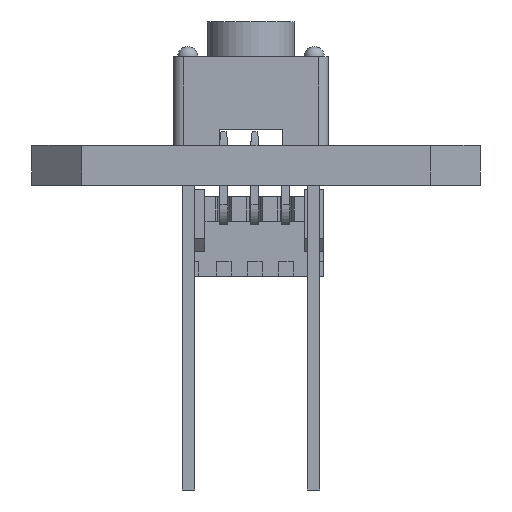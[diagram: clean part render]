
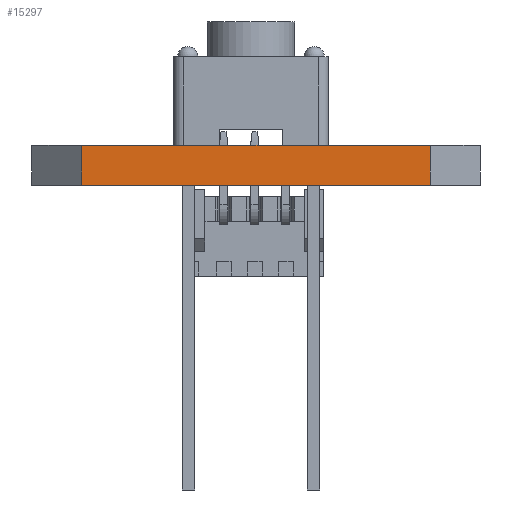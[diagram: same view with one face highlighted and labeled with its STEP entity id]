
A CAD part, left-side view. The second image highlights one B-rep face of the part: STEP entity #15297.
In plain terms, the highlighted planar face has unit normal (-1, 0, 0).
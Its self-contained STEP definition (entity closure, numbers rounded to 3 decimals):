
#14095 = PLANE('',#14096);
#14096 = AXIS2_PLACEMENT_3D('',#14097,#14098,#14099);
#14097 = CARTESIAN_POINT('',(0.225,0.,1.6));
#14098 = DIRECTION('',(0.,0.,1.));
#14099 = DIRECTION('',(1.,0.,-0.));
#14123 = PLANE('',#14124);
#14124 = AXIS2_PLACEMENT_3D('',#14125,#14126,#14127);
#14125 = CARTESIAN_POINT('',(-20.5,9.,0.));
#14126 = DIRECTION('',(0.707,-0.707,0.));
#14127 = DIRECTION('',(-0.707,-0.707,0.));
#14149 = PLANE('',#14150);
#14150 = AXIS2_PLACEMENT_3D('',#14151,#14152,#14153);
#14151 = CARTESIAN_POINT('',(0.225,0.,0.));
#14152 = DIRECTION('',(0.,0.,1.));
#14153 = DIRECTION('',(1.,0.,-0.));
#14242 = VERTEX_POINT('',#14243);
#14243 = CARTESIAN_POINT('',(-22.5,7.,1.6));
#14264 = EDGE_CURVE('',#14265,#14242,#14267,.T.);
#14265 = VERTEX_POINT('',#14266);
#14266 = CARTESIAN_POINT('',(-22.5,7.,0.));
#14267 = SURFACE_CURVE('',#14268,(#14272,#14279),.PCURVE_S1.);
#14268 = LINE('',#14269,#14270);
#14269 = CARTESIAN_POINT('',(-22.5,7.,0.));
#14270 = VECTOR('',#14271,1.);
#14271 = DIRECTION('',(0.,0.,1.));
#14272 = PCURVE('',#14123,#14273);
#14273 = DEFINITIONAL_REPRESENTATION('',(#14274),#14278);
#14274 = LINE('',#14275,#14276);
#14275 = CARTESIAN_POINT('',(2.828,0.));
#14276 = VECTOR('',#14277,1.);
#14277 = DIRECTION('',(0.,-1.));
#14278 = ( GEOMETRIC_REPRESENTATION_CONTEXT(2) 
PARAMETRIC_REPRESENTATION_CONTEXT() REPRESENTATION_CONTEXT('2D SPACE',''
  ) );
#14279 = PCURVE('',#14280,#14285);
#14280 = PLANE('',#14281);
#14281 = AXIS2_PLACEMENT_3D('',#14282,#14283,#14284);
#14282 = CARTESIAN_POINT('',(-22.5,7.,0.));
#14283 = DIRECTION('',(1.,0.,-0.));
#14284 = DIRECTION('',(0.,-1.,0.));
#14285 = DEFINITIONAL_REPRESENTATION('',(#14286),#14290);
#14286 = LINE('',#14287,#14288);
#14287 = CARTESIAN_POINT('',(0.,0.));
#14288 = VECTOR('',#14289,1.);
#14289 = DIRECTION('',(0.,-1.));
#14290 = ( GEOMETRIC_REPRESENTATION_CONTEXT(2) 
PARAMETRIC_REPRESENTATION_CONTEXT() REPRESENTATION_CONTEXT('2D SPACE',''
  ) );
#14318 = EDGE_CURVE('',#14265,#14319,#14321,.T.);
#14319 = VERTEX_POINT('',#14320);
#14320 = CARTESIAN_POINT('',(-22.5,-7.,0.));
#14321 = SURFACE_CURVE('',#14322,(#14326,#14333),.PCURVE_S1.);
#14322 = LINE('',#14323,#14324);
#14323 = CARTESIAN_POINT('',(-22.5,7.,0.));
#14324 = VECTOR('',#14325,1.);
#14325 = DIRECTION('',(0.,-1.,0.));
#14326 = PCURVE('',#14149,#14327);
#14327 = DEFINITIONAL_REPRESENTATION('',(#14328),#14332);
#14328 = LINE('',#14329,#14330);
#14329 = CARTESIAN_POINT('',(-22.725,7.));
#14330 = VECTOR('',#14331,1.);
#14331 = DIRECTION('',(0.,-1.));
#14332 = ( GEOMETRIC_REPRESENTATION_CONTEXT(2) 
PARAMETRIC_REPRESENTATION_CONTEXT() REPRESENTATION_CONTEXT('2D SPACE',''
  ) );
#14333 = PCURVE('',#14280,#14334);
#14334 = DEFINITIONAL_REPRESENTATION('',(#14335),#14339);
#14335 = LINE('',#14336,#14337);
#14336 = CARTESIAN_POINT('',(0.,0.));
#14337 = VECTOR('',#14338,1.);
#14338 = DIRECTION('',(1.,0.));
#14339 = ( GEOMETRIC_REPRESENTATION_CONTEXT(2) 
PARAMETRIC_REPRESENTATION_CONTEXT() REPRESENTATION_CONTEXT('2D SPACE',''
  ) );
#14357 = PLANE('',#14358);
#14358 = AXIS2_PLACEMENT_3D('',#14359,#14360,#14361);
#14359 = CARTESIAN_POINT('',(-22.5,-7.,0.));
#14360 = DIRECTION('',(0.707,0.707,-0.));
#14361 = DIRECTION('',(0.707,-0.707,0.));
#14837 = EDGE_CURVE('',#14242,#14838,#14840,.T.);
#14838 = VERTEX_POINT('',#14839);
#14839 = CARTESIAN_POINT('',(-22.5,-7.,1.6));
#14840 = SURFACE_CURVE('',#14841,(#14845,#14852),.PCURVE_S1.);
#14841 = LINE('',#14842,#14843);
#14842 = CARTESIAN_POINT('',(-22.5,7.,1.6));
#14843 = VECTOR('',#14844,1.);
#14844 = DIRECTION('',(0.,-1.,0.));
#14845 = PCURVE('',#14095,#14846);
#14846 = DEFINITIONAL_REPRESENTATION('',(#14847),#14851);
#14847 = LINE('',#14848,#14849);
#14848 = CARTESIAN_POINT('',(-22.725,7.));
#14849 = VECTOR('',#14850,1.);
#14850 = DIRECTION('',(0.,-1.));
#14851 = ( GEOMETRIC_REPRESENTATION_CONTEXT(2) 
PARAMETRIC_REPRESENTATION_CONTEXT() REPRESENTATION_CONTEXT('2D SPACE',''
  ) );
#14852 = PCURVE('',#14280,#14853);
#14853 = DEFINITIONAL_REPRESENTATION('',(#14854),#14858);
#14854 = LINE('',#14855,#14856);
#14855 = CARTESIAN_POINT('',(0.,-1.6));
#14856 = VECTOR('',#14857,1.);
#14857 = DIRECTION('',(1.,0.));
#14858 = ( GEOMETRIC_REPRESENTATION_CONTEXT(2) 
PARAMETRIC_REPRESENTATION_CONTEXT() REPRESENTATION_CONTEXT('2D SPACE',''
  ) );
#15297 = ADVANCED_FACE('',(#15298),#14280,.F.);
#15298 = FACE_BOUND('',#15299,.F.);
#15299 = EDGE_LOOP('',(#15300,#15301,#15302,#15323));
#15300 = ORIENTED_EDGE('',*,*,#14264,.T.);
#15301 = ORIENTED_EDGE('',*,*,#14837,.T.);
#15302 = ORIENTED_EDGE('',*,*,#15303,.F.);
#15303 = EDGE_CURVE('',#14319,#14838,#15304,.T.);
#15304 = SURFACE_CURVE('',#15305,(#15309,#15316),.PCURVE_S1.);
#15305 = LINE('',#15306,#15307);
#15306 = CARTESIAN_POINT('',(-22.5,-7.,0.));
#15307 = VECTOR('',#15308,1.);
#15308 = DIRECTION('',(0.,0.,1.));
#15309 = PCURVE('',#14280,#15310);
#15310 = DEFINITIONAL_REPRESENTATION('',(#15311),#15315);
#15311 = LINE('',#15312,#15313);
#15312 = CARTESIAN_POINT('',(14.,0.));
#15313 = VECTOR('',#15314,1.);
#15314 = DIRECTION('',(0.,-1.));
#15315 = ( GEOMETRIC_REPRESENTATION_CONTEXT(2) 
PARAMETRIC_REPRESENTATION_CONTEXT() REPRESENTATION_CONTEXT('2D SPACE',''
  ) );
#15316 = PCURVE('',#14357,#15317);
#15317 = DEFINITIONAL_REPRESENTATION('',(#15318),#15322);
#15318 = LINE('',#15319,#15320);
#15319 = CARTESIAN_POINT('',(0.,0.));
#15320 = VECTOR('',#15321,1.);
#15321 = DIRECTION('',(0.,-1.));
#15322 = ( GEOMETRIC_REPRESENTATION_CONTEXT(2) 
PARAMETRIC_REPRESENTATION_CONTEXT() REPRESENTATION_CONTEXT('2D SPACE',''
  ) );
#15323 = ORIENTED_EDGE('',*,*,#14318,.F.);
